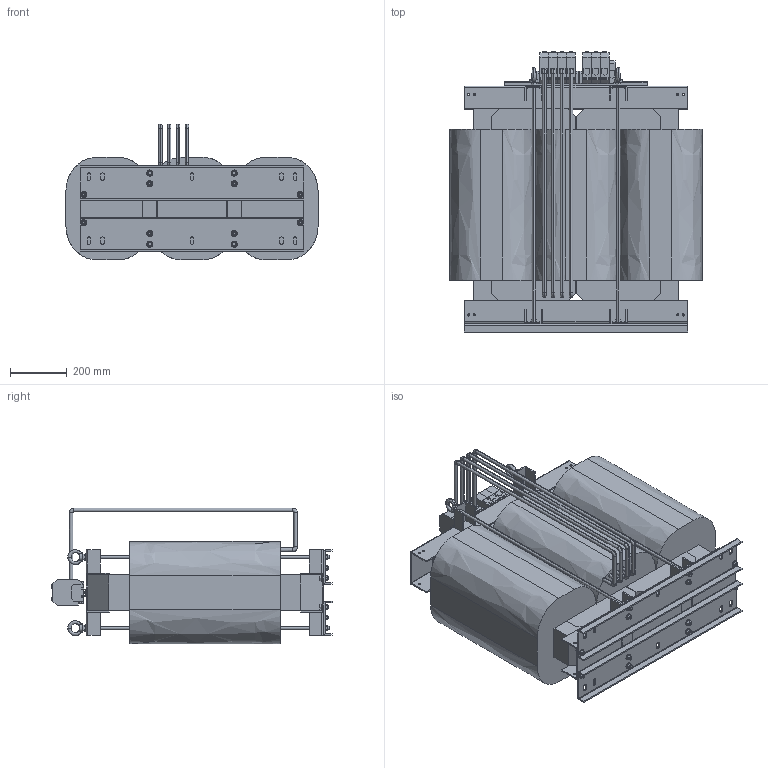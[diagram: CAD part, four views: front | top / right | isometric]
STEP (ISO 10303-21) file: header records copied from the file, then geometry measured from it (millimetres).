
FILE_DESCRIPTION (( 'STEP AP214' ), '1' );
FILE_NAME ('214504.STEP', '2023-03-28T11:16:35', ( '' ), ( '' ), 'SwSTEP 2.0', 'SolidWorks 2018', '' );
FILE_SCHEMA (( 'AUTOMOTIVE_DESIGN' ));
Length unit declared in the file: millimetre
Products named in the file (1): 214504
Bounding box: 887 x 985.5 x 477 mm (x, y, z)
Volume: 182672087.6 mm3; surface area: 4402683.6 mm2
Topology: 1 solids, 1 shells, 1573 faces, 4157 edges, 2625 vertices
Faces by surface type: plane 1088, cylinder 337, cone 64, torus 56, bspline 28
Full cylindrical faces by diameter (mm): 10 x7
Entity records: 52198 total; most frequent: CARTESIAN_POINT 12991, ORIENTED_EDGE 8328, DIRECTION 7816, EDGE_CURVE 4164, VECTOR 3080, LINE 3080, VERTEX_POINT 2632, AXIS2_PLACEMENT_3D 2368
